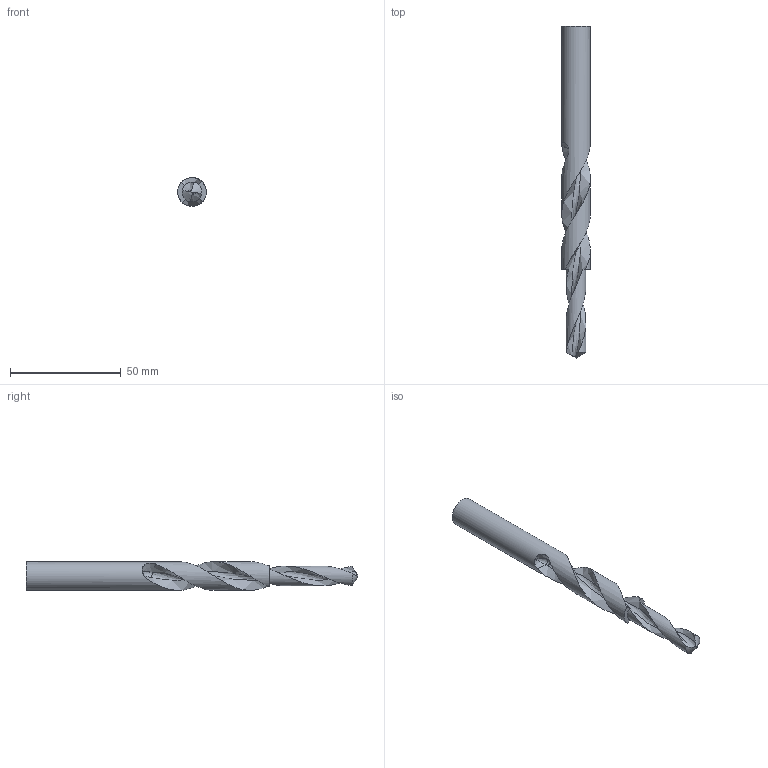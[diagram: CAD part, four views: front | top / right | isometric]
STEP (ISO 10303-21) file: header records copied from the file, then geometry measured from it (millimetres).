
FILE_DESCRIPTION(('STEP AP203'),'1');
FILE_NAME('EASY00H1426.stp','2023-10-02T13:28:39',(' '),(' '),'Spatial InterOp 3D',' ',' ');
FILE_SCHEMA(('CONFIG_CONTROL_DESIGN'));
Length unit declared in the file: millimetre
Products named in the file (1): Forêt étagé fixation universelle 8D13
Bounding box: 13 x 150 x 13 mm (x, y, z)
Volume: 12266 mm3; surface area: 6219.6 mm2
Topology: 1 solids, 1 shells, 24 faces, 65 edges, 40 vertices
Faces by surface type: bspline 14, plane 5, cylinder 4, cone 1
Full cylindrical faces by diameter (mm): 13 x1
Entity records: 5826 total; most frequent: CARTESIAN_POINT 5339, ORIENTED_EDGE 110, EDGE_CURVE 55, DIRECTION 46, VERTEX_POINT 36, B_SPLINE_CURVE_WITH_KNOTS 26, FACE_OUTER_BOUND 24, EDGE_LOOP 24
